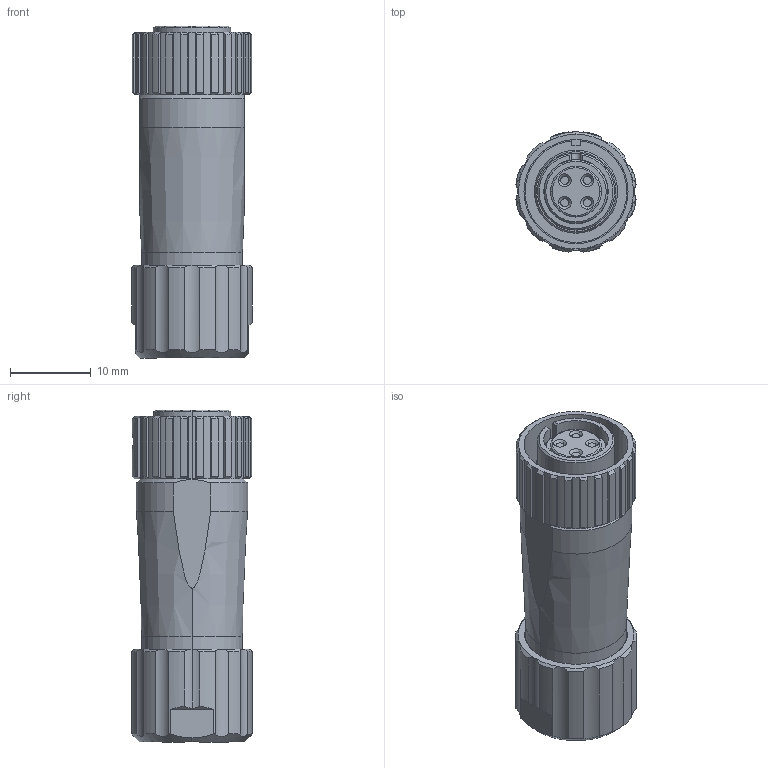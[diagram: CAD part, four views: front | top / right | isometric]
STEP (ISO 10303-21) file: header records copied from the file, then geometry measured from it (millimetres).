
FILE_DESCRIPTION(('CoCreate Modeling STEP Export'),'2;1');
FILE_NAME('LF10WBP-4S.stp','2013-06-13T16:20:49',(''),(''),'CoCreate Modeling STEP processor for AP214 (Solid Model)','CoCreate Modeling 17.0 01-Apr-2010 (C) Parametric Technology GmbH','');
FILE_SCHEMA(('AUTOMOTIVE_DESIGN { 1 0 10303 214 1 1 1 1 }'));
Length unit declared in the file: millimetre
Products named in the file (1): LF10WBP-4S
Bounding box: 14.87 x 14.87 x 41.13 mm (x, y, z)
Volume: 3759.6 mm3; surface area: 4653.2 mm2
Topology: 1 solids, 4 shells, 319 faces, 796 edges, 502 vertices
Faces by surface type: cylinder 118, cone 99, plane 92, torus 10
Entity records: 12403 total; most frequent: CARTESIAN_POINT 5513, ORIENTED_EDGE 1592, DIRECTION 1284, EDGE_CURVE 796, AXIS2_PLACEMENT_3D 514, VERTEX_POINT 502, EDGE_LOOP 342, FACE_OUTER_BOUND 319
